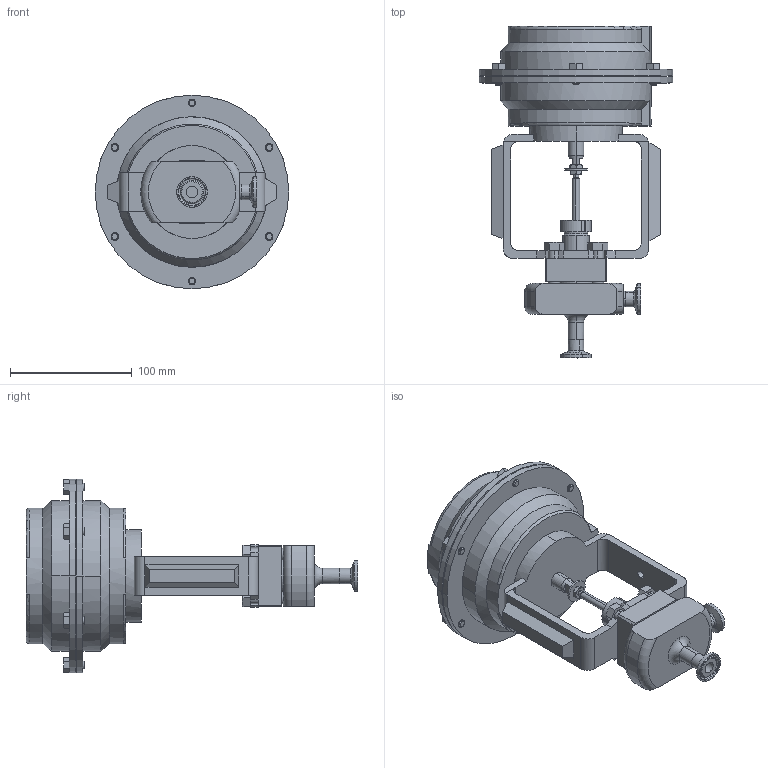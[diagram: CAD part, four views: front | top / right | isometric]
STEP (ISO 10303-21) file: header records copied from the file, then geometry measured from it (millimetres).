
FILE_DESCRIPTION (( 'STEP AP203' ), '1' );
FILE_NAME ('978-050-LF-14M.STEP', '2017-06-14T15:10:05', ( '' ), ( '' ), 'SwSTEP 2.0', 'SolidWorks 2014', '' );
FILE_SCHEMA (( 'CONFIG_CONTROL_DESIGN' ));
Length unit declared in the file: inch
Products named in the file (2): 978-050-LF-14M
Bounding box: 158.75 x 272.11 x 158.9 mm (x, y, z)
Volume: 1319574.6 mm3; surface area: 139033.9 mm2
Topology: 1 solids, 2 shells, 456 faces, 1142 edges, 714 vertices
Faces by surface type: plane 203, cone 116, cylinder 115, torus 22
Entity records: 14710 total; most frequent: CARTESIAN_POINT 3725, ORIENTED_EDGE 2284, DIRECTION 2234, EDGE_CURVE 1142, AXIS2_PLACEMENT_3D 848, VERTEX_POINT 714, VECTOR 538, LINE 538
